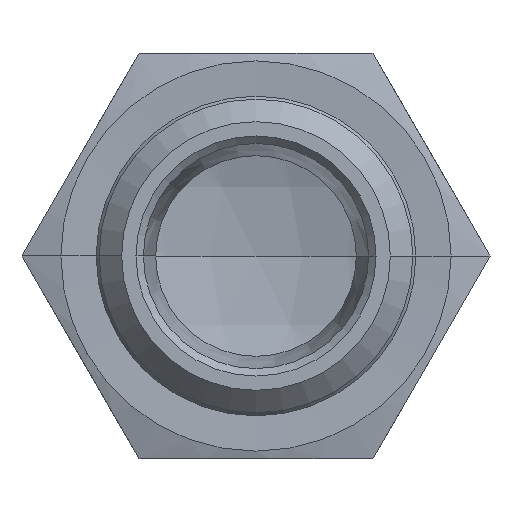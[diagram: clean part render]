
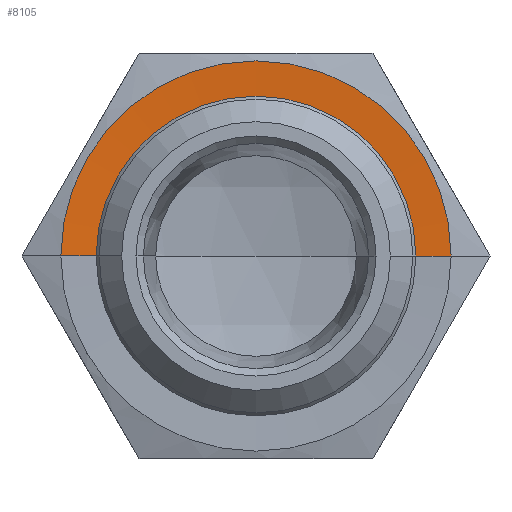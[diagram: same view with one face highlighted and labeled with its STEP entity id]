
A CAD part, front view. The second image highlights one B-rep face of the part: STEP entity #8105.
In plain terms, the highlighted conical face has half-angle 87 degrees and reference radius 10.65 mm.
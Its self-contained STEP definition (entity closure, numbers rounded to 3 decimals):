
#716 = EDGE_CURVE ( 'NONE', #3904, #1989, #7921, .T. ) ;
#768 = EDGE_CURVE ( 'NONE', #3640, #32111, #29618, .T. ) ;
#1989 = VERTEX_POINT ( 'NONE', #31903 ) ;
#3398 = ORIENTED_EDGE ( 'NONE', *, *, #716, .T. ) ;
#3640 = VERTEX_POINT ( 'NONE', #29211 ) ;
#3904 = VERTEX_POINT ( 'NONE', #27536 ) ;
#4006 = DIRECTION ( 'NONE',  ( -1., 0., 0. ) ) ;
#7160 = AXIS2_PLACEMENT_3D ( 'NONE', #16055, #35064, #18796 ) ;
#7384 = DIRECTION ( 'NONE',  ( 0., 1., 0. ) ) ;
#7921 = CIRCLE ( 'NONE', #33350, 10.65 ) ;
#8105 = ADVANCED_FACE ( 'NONE', ( #11909 ), #17451, .F. ) ;
#8706 = EDGE_LOOP ( 'NONE', ( #3398, #28701, #32561, #28722 ) ) ;
#9087 = DIRECTION ( 'NONE',  ( 0.999, -0.052, 0. ) ) ;
#9568 = AXIS2_PLACEMENT_3D ( 'NONE', #25695, #20238, #4006 ) ;
#11909 = FACE_OUTER_BOUND ( 'NONE', #8706, .T. ) ;
#12872 = DIRECTION ( 'NONE',  ( -0.999, -0.052, 0. ) ) ;
#14258 = VECTOR ( 'NONE', #12872, 1000. ) ;
#15107 = LINE ( 'NONE', #26424, #14258 ) ;
#15659 = EDGE_CURVE ( 'NONE', #3904, #3640, #15107, .T. ) ;
#16055 = CARTESIAN_POINT ( 'NONE',  ( 0., 0., 0. ) ) ;
#17451 = CONICAL_SURFACE ( 'NONE', #9568, 10.65, 1.518 ) ;
#18796 = DIRECTION ( 'NONE',  ( 1., 0., 0. ) ) ;
#20238 = DIRECTION ( 'NONE',  ( 0., -1., 0. ) ) ;
#21303 = EDGE_CURVE ( 'NONE', #1989, #32111, #29672, .T. ) ;
#23689 = CARTESIAN_POINT ( 'NONE',  ( 0., 0.123, 0. ) ) ;
#25695 = CARTESIAN_POINT ( 'NONE',  ( 0., 0.123, 0. ) ) ;
#26422 = DIRECTION ( 'NONE',  ( 1., 0., 0. ) ) ;
#26424 = CARTESIAN_POINT ( 'NONE',  ( -10.65, 0.123, 0. ) ) ;
#27536 = CARTESIAN_POINT ( 'NONE',  ( -10.65, 0.123, 0. ) ) ;
#28701 = ORIENTED_EDGE ( 'NONE', *, *, #21303, .T. ) ;
#28722 = ORIENTED_EDGE ( 'NONE', *, *, #15659, .F. ) ;
#29211 = CARTESIAN_POINT ( 'NONE',  ( -13., 0., 0. ) ) ;
#29618 = CIRCLE ( 'NONE', #7160, 13. ) ;
#29672 = LINE ( 'NONE', #30812, #35196 ) ;
#30812 = CARTESIAN_POINT ( 'NONE',  ( 10.65, 0.123, 0. ) ) ;
#31903 = CARTESIAN_POINT ( 'NONE',  ( 10.65, 0.123, 0. ) ) ;
#32111 = VERTEX_POINT ( 'NONE', #32157 ) ;
#32157 = CARTESIAN_POINT ( 'NONE',  ( 13., 0., 0. ) ) ;
#32561 = ORIENTED_EDGE ( 'NONE', *, *, #768, .F. ) ;
#33350 = AXIS2_PLACEMENT_3D ( 'NONE', #23689, #7384, #26422 ) ;
#35064 = DIRECTION ( 'NONE',  ( 0., 1., 0. ) ) ;
#35196 = VECTOR ( 'NONE', #9087, 1000. ) ;
